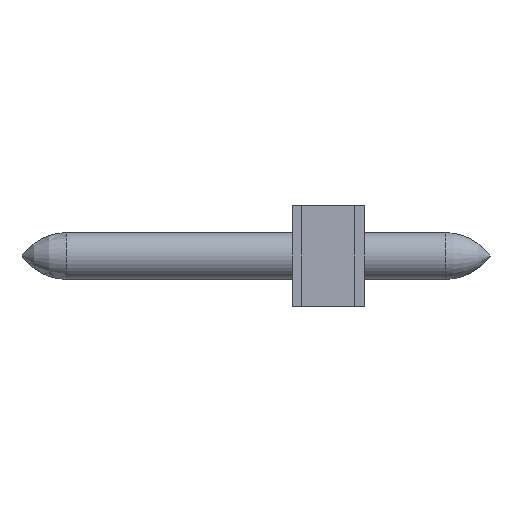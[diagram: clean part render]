
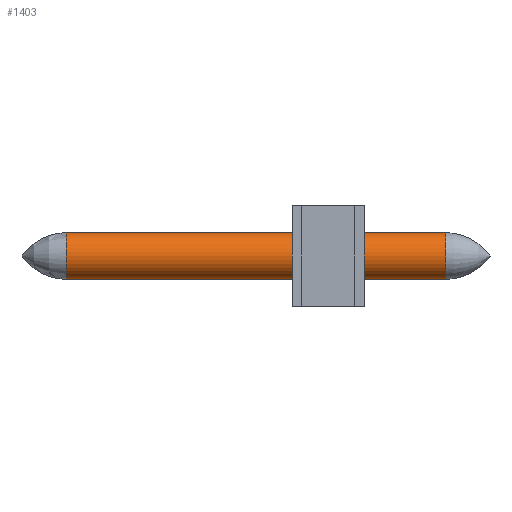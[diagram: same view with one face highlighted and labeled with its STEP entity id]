
A CAD part, left-side view. The second image highlights one B-rep face of the part: STEP entity #1403.
In plain terms, the highlighted cylindrical face has radius 0.65 mm (diameter 1.3 mm), a partial arc.
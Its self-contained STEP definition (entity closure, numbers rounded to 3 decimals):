
#272 = DIRECTION ( 'NONE',  ( 0., -1., 0. ) ) ;
#462 = CARTESIAN_POINT ( 'NONE',  ( 0., 7.264, 0. ) ) ;
#720 = ORIENTED_EDGE ( 'NONE', *, *, #2868, .F. ) ;
#726 = VERTEX_POINT ( 'NONE', #2219 ) ;
#751 = ORIENTED_EDGE ( 'NONE', *, *, #4660, .F. ) ;
#919 = AXIS2_PLACEMENT_3D ( 'NONE', #462, #4402, #5378 ) ;
#1066 = DIRECTION ( 'NONE',  ( 0., -1., 0. ) ) ;
#1068 = CARTESIAN_POINT ( 'NONE',  ( 0., -5.656, -0.65 ) ) ;
#1270 = DIRECTION ( 'NONE',  ( 0., 0., -1. ) ) ;
#1403 = ADVANCED_FACE ( 'NONE', ( #2546 ), #3850, .T. ) ;
#1836 = VERTEX_POINT ( 'NONE', #2438 ) ;
#1875 = CIRCLE ( 'NONE', #919, 0.65 ) ;
#1998 = VERTEX_POINT ( 'NONE', #6127 ) ;
#2047 = DIRECTION ( 'NONE',  ( 0., -1., 0. ) ) ;
#2219 = CARTESIAN_POINT ( 'NONE',  ( 0., -3.264, 0.65 ) ) ;
#2243 = AXIS2_PLACEMENT_3D ( 'NONE', #4188, #272, #1270 ) ;
#2438 = CARTESIAN_POINT ( 'NONE',  ( 0., -3.264, -0.65 ) ) ;
#2482 = CARTESIAN_POINT ( 'NONE',  ( 0., -5.656, 0.65 ) ) ;
#2546 = FACE_OUTER_BOUND ( 'NONE', #4736, .T. ) ;
#2691 = LINE ( 'NONE', #1068, #4957 ) ;
#2868 = EDGE_CURVE ( 'NONE', #4524, #726, #4497, .T. ) ;
#2975 = AXIS2_PLACEMENT_3D ( 'NONE', #4451, #1066, #4471 ) ;
#3850 = CYLINDRICAL_SURFACE ( 'NONE', #2975, 0.65 ) ;
#4034 = CARTESIAN_POINT ( 'NONE',  ( 0., 7.264, 0.65 ) ) ;
#4188 = CARTESIAN_POINT ( 'NONE',  ( 0., -3.264, 0. ) ) ;
#4383 = EDGE_CURVE ( 'NONE', #1998, #1836, #2691, .T. ) ;
#4402 = DIRECTION ( 'NONE',  ( 0., -1., 0. ) ) ;
#4451 = CARTESIAN_POINT ( 'NONE',  ( 0., -5.656, 0. ) ) ;
#4471 = DIRECTION ( 'NONE',  ( 0., 0., -1. ) ) ;
#4497 = LINE ( 'NONE', #2482, #5250 ) ;
#4524 = VERTEX_POINT ( 'NONE', #4034 ) ;
#4537 = DIRECTION ( 'NONE',  ( 0., -1., 0. ) ) ;
#4594 = ORIENTED_EDGE ( 'NONE', *, *, #5575, .T. ) ;
#4660 = EDGE_CURVE ( 'NONE', #726, #1836, #4830, .T. ) ;
#4736 = EDGE_LOOP ( 'NONE', ( #720, #4594, #5648, #751 ) ) ;
#4830 = CIRCLE ( 'NONE', #2243, 0.65 ) ;
#4957 = VECTOR ( 'NONE', #2047, 1000. ) ;
#5250 = VECTOR ( 'NONE', #4537, 1000. ) ;
#5378 = DIRECTION ( 'NONE',  ( 0., 0., -1. ) ) ;
#5575 = EDGE_CURVE ( 'NONE', #4524, #1998, #1875, .T. ) ;
#5648 = ORIENTED_EDGE ( 'NONE', *, *, #4383, .T. ) ;
#6127 = CARTESIAN_POINT ( 'NONE',  ( 0., 7.264, -0.65 ) ) ;
